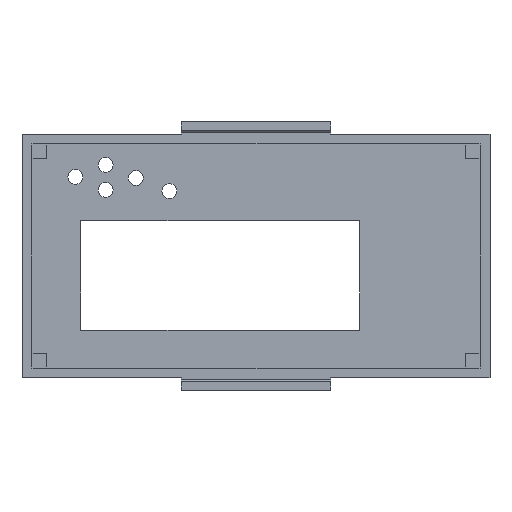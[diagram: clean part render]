
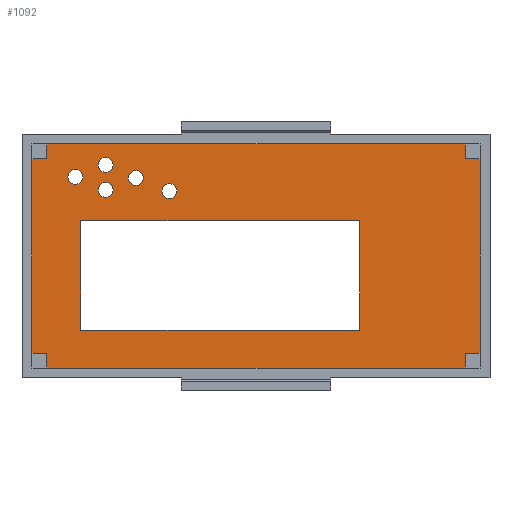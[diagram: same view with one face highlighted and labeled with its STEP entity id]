
A CAD part, front view. The second image highlights one B-rep face of the part: STEP entity #1092.
In plain terms, the highlighted planar face has unit normal (0, -1, 0).
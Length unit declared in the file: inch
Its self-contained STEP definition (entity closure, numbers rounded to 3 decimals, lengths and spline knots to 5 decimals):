
#20=FACE_BOUND('',#102,.T.);
#21=FACE_BOUND('',#103,.T.);
#22=FACE_BOUND('',#104,.T.);
#23=FACE_BOUND('',#105,.T.);
#24=FACE_BOUND('',#106,.T.);
#25=FACE_BOUND('',#107,.T.);
#33=CIRCLE('',#1173,0.075);
#34=CIRCLE('',#1174,0.075);
#35=CIRCLE('',#1175,0.075);
#36=CIRCLE('',#1176,0.075);
#37=CIRCLE('',#1177,0.075);
#43=FACE_OUTER_BOUND('',#101,.T.);
#101=EDGE_LOOP('',(#725,#726,#727,#728,#729,#730,#731,#732,#733,#734,#735,
#736));
#102=EDGE_LOOP('',(#737));
#103=EDGE_LOOP('',(#738));
#104=EDGE_LOOP('',(#739));
#105=EDGE_LOOP('',(#740));
#106=EDGE_LOOP('',(#741));
#107=EDGE_LOOP('',(#742,#743,#744,#745));
#172=LINE('',#1529,#319);
#173=LINE('',#1531,#320);
#174=LINE('',#1533,#321);
#175=LINE('',#1535,#322);
#176=LINE('',#1537,#323);
#177=LINE('',#1539,#324);
#178=LINE('',#1541,#325);
#179=LINE('',#1543,#326);
#180=LINE('',#1545,#327);
#181=LINE('',#1547,#328);
#182=LINE('',#1549,#329);
#183=LINE('',#1550,#330);
#184=LINE('',#1563,#331);
#185=LINE('',#1565,#332);
#186=LINE('',#1567,#333);
#187=LINE('',#1568,#334);
#319=VECTOR('',#1244,4.2);
#320=VECTOR('',#1245,0.15);
#321=VECTOR('',#1246,0.15);
#322=VECTOR('',#1247,1.95);
#323=VECTOR('',#1248,0.15);
#324=VECTOR('',#1249,0.15);
#325=VECTOR('',#1250,4.2);
#326=VECTOR('',#1251,0.15);
#327=VECTOR('',#1252,0.15);
#328=VECTOR('',#1253,1.95);
#329=VECTOR('',#1254,0.15);
#330=VECTOR('',#1255,0.15);
#331=VECTOR('',#1266,2.8);
#332=VECTOR('',#1267,1.1);
#333=VECTOR('',#1268,2.8);
#334=VECTOR('',#1269,1.1);
#466=VERTEX_POINT('',#1527);
#467=VERTEX_POINT('',#1528);
#468=VERTEX_POINT('',#1530);
#469=VERTEX_POINT('',#1532);
#470=VERTEX_POINT('',#1534);
#471=VERTEX_POINT('',#1536);
#472=VERTEX_POINT('',#1538);
#473=VERTEX_POINT('',#1540);
#474=VERTEX_POINT('',#1542);
#475=VERTEX_POINT('',#1544);
#476=VERTEX_POINT('',#1546);
#477=VERTEX_POINT('',#1548);
#478=VERTEX_POINT('',#1551);
#479=VERTEX_POINT('',#1553);
#480=VERTEX_POINT('',#1555);
#481=VERTEX_POINT('',#1557);
#482=VERTEX_POINT('',#1559);
#483=VERTEX_POINT('',#1561);
#484=VERTEX_POINT('',#1562);
#485=VERTEX_POINT('',#1564);
#486=VERTEX_POINT('',#1566);
#568=EDGE_CURVE('',#466,#467,#172,.T.);
#569=EDGE_CURVE('',#468,#466,#173,.T.);
#570=EDGE_CURVE('',#469,#468,#174,.T.);
#571=EDGE_CURVE('',#470,#469,#175,.T.);
#572=EDGE_CURVE('',#470,#471,#176,.T.);
#573=EDGE_CURVE('',#471,#472,#177,.T.);
#574=EDGE_CURVE('',#473,#472,#178,.T.);
#575=EDGE_CURVE('',#474,#473,#179,.T.);
#576=EDGE_CURVE('',#475,#474,#180,.T.);
#577=EDGE_CURVE('',#476,#475,#181,.T.);
#578=EDGE_CURVE('',#476,#477,#182,.T.);
#579=EDGE_CURVE('',#477,#467,#183,.T.);
#580=EDGE_CURVE('',#478,#478,#33,.T.);
#581=EDGE_CURVE('',#479,#479,#34,.T.);
#582=EDGE_CURVE('',#480,#480,#35,.T.);
#583=EDGE_CURVE('',#481,#481,#36,.T.);
#584=EDGE_CURVE('',#482,#482,#37,.T.);
#585=EDGE_CURVE('',#483,#484,#184,.T.);
#586=EDGE_CURVE('',#484,#485,#185,.T.);
#587=EDGE_CURVE('',#485,#486,#186,.T.);
#588=EDGE_CURVE('',#486,#483,#187,.T.);
#725=ORIENTED_EDGE('',*,*,#568,.F.);
#726=ORIENTED_EDGE('',*,*,#569,.F.);
#727=ORIENTED_EDGE('',*,*,#570,.F.);
#728=ORIENTED_EDGE('',*,*,#571,.F.);
#729=ORIENTED_EDGE('',*,*,#572,.T.);
#730=ORIENTED_EDGE('',*,*,#573,.T.);
#731=ORIENTED_EDGE('',*,*,#574,.F.);
#732=ORIENTED_EDGE('',*,*,#575,.F.);
#733=ORIENTED_EDGE('',*,*,#576,.F.);
#734=ORIENTED_EDGE('',*,*,#577,.F.);
#735=ORIENTED_EDGE('',*,*,#578,.T.);
#736=ORIENTED_EDGE('',*,*,#579,.T.);
#737=ORIENTED_EDGE('',*,*,#580,.T.);
#738=ORIENTED_EDGE('',*,*,#581,.T.);
#739=ORIENTED_EDGE('',*,*,#582,.T.);
#740=ORIENTED_EDGE('',*,*,#583,.T.);
#741=ORIENTED_EDGE('',*,*,#584,.T.);
#742=ORIENTED_EDGE('',*,*,#585,.T.);
#743=ORIENTED_EDGE('',*,*,#586,.T.);
#744=ORIENTED_EDGE('',*,*,#587,.T.);
#745=ORIENTED_EDGE('',*,*,#588,.T.);
#1039=PLANE('',#1172);
#1092=ADVANCED_FACE('',(#43,#20,#21,#22,#23,#24,#25),#1039,.F.);
#1172=AXIS2_PLACEMENT_3D('',#1526,#1242,#1243);
#1173=AXIS2_PLACEMENT_3D('',#1552,#1256,#1257);
#1174=AXIS2_PLACEMENT_3D('',#1554,#1258,#1259);
#1175=AXIS2_PLACEMENT_3D('',#1556,#1260,#1261);
#1176=AXIS2_PLACEMENT_3D('',#1558,#1262,#1263);
#1177=AXIS2_PLACEMENT_3D('',#1560,#1264,#1265);
#1242=DIRECTION('center_axis',(0.,1.,0.));
#1243=DIRECTION('ref_axis',(0.,0.,1.));
#1244=DIRECTION('',(-1.,0.,0.));
#1245=DIRECTION('',(0.,0.,-1.));
#1246=DIRECTION('',(-1.,0.,0.));
#1247=DIRECTION('',(0.,0.,-1.));
#1248=DIRECTION('',(-1.,0.,0.));
#1249=DIRECTION('',(0.,0.,1.));
#1250=DIRECTION('',(1.,0.,0.));
#1251=DIRECTION('',(0.,0.,1.));
#1252=DIRECTION('',(1.,0.,0.));
#1253=DIRECTION('',(0.,0.,1.));
#1254=DIRECTION('',(1.,0.,0.));
#1255=DIRECTION('',(0.,0.,-1.));
#1256=DIRECTION('center_axis',(0.,1.,0.));
#1257=DIRECTION('ref_axis',(0.,0.,1.));
#1258=DIRECTION('center_axis',(0.,1.,0.));
#1259=DIRECTION('ref_axis',(0.,0.,1.));
#1260=DIRECTION('center_axis',(0.,1.,0.));
#1261=DIRECTION('ref_axis',(0.,0.,1.));
#1262=DIRECTION('center_axis',(0.,1.,0.));
#1263=DIRECTION('ref_axis',(0.,0.,1.));
#1264=DIRECTION('center_axis',(0.,1.,0.));
#1265=DIRECTION('ref_axis',(0.,0.,1.));
#1266=DIRECTION('',(-1.,0.,0.));
#1267=DIRECTION('',(0.,0.,1.));
#1268=DIRECTION('',(1.,0.,0.));
#1269=DIRECTION('',(0.,0.,-1.));
#1526=CARTESIAN_POINT('Origin',(0.,0.31,0.));
#1527=CARTESIAN_POINT('',(4.35,0.31,-2.25));
#1528=CARTESIAN_POINT('',(0.15,0.31,-2.25));
#1529=CARTESIAN_POINT('',(4.35,0.31,-2.25));
#1530=CARTESIAN_POINT('',(4.35,0.31,-2.1));
#1531=CARTESIAN_POINT('',(4.35,0.31,-2.1));
#1532=CARTESIAN_POINT('',(4.5,0.31,-2.1));
#1533=CARTESIAN_POINT('',(4.5,0.31,-2.1));
#1534=CARTESIAN_POINT('',(4.5,0.31,-0.15));
#1535=CARTESIAN_POINT('',(4.5,0.31,-0.15));
#1536=CARTESIAN_POINT('',(4.35,0.31,-0.15));
#1537=CARTESIAN_POINT('',(4.5,0.31,-0.15));
#1538=CARTESIAN_POINT('',(4.35,0.31,0.));
#1539=CARTESIAN_POINT('',(4.35,0.31,-0.15));
#1540=CARTESIAN_POINT('',(0.15,0.31,0.));
#1541=CARTESIAN_POINT('',(0.15,0.31,0.));
#1542=CARTESIAN_POINT('',(0.15,0.31,-0.15));
#1543=CARTESIAN_POINT('',(0.15,0.31,-0.15));
#1544=CARTESIAN_POINT('',(0.,0.31,-0.15));
#1545=CARTESIAN_POINT('',(0.,0.31,-0.15));
#1546=CARTESIAN_POINT('',(0.,0.31,-2.1));
#1547=CARTESIAN_POINT('',(0.,0.31,-2.1));
#1548=CARTESIAN_POINT('',(0.15,0.31,-2.1));
#1549=CARTESIAN_POINT('',(0.,0.31,-2.1));
#1550=CARTESIAN_POINT('',(0.15,0.31,-2.1));
#1551=CARTESIAN_POINT('',(0.4365,0.31,-0.4048));
#1552=CARTESIAN_POINT('Origin',(0.4365,0.31,-0.3298));
#1553=CARTESIAN_POINT('',(0.74,0.31,-0.53603));
#1554=CARTESIAN_POINT('Origin',(0.74,0.31,-0.46103));
#1555=CARTESIAN_POINT('',(0.74,0.31,-0.285));
#1556=CARTESIAN_POINT('Origin',(0.74,0.31,-0.21));
#1557=CARTESIAN_POINT('',(1.0435,0.31,-0.4165));
#1558=CARTESIAN_POINT('Origin',(1.0435,0.31,-0.3415));
#1559=CARTESIAN_POINT('',(1.38,0.31,-0.548));
#1560=CARTESIAN_POINT('Origin',(1.38,0.31,-0.473));
#1561=CARTESIAN_POINT('',(3.29,0.31,-1.87));
#1562=CARTESIAN_POINT('',(0.49,0.31,-1.87));
#1563=CARTESIAN_POINT('',(3.29,0.31,-1.87));
#1564=CARTESIAN_POINT('',(0.49,0.31,-0.77));
#1565=CARTESIAN_POINT('',(0.49,0.31,-1.87));
#1566=CARTESIAN_POINT('',(3.29,0.31,-0.77));
#1567=CARTESIAN_POINT('',(0.49,0.31,-0.77));
#1568=CARTESIAN_POINT('',(3.29,0.31,-0.77));
